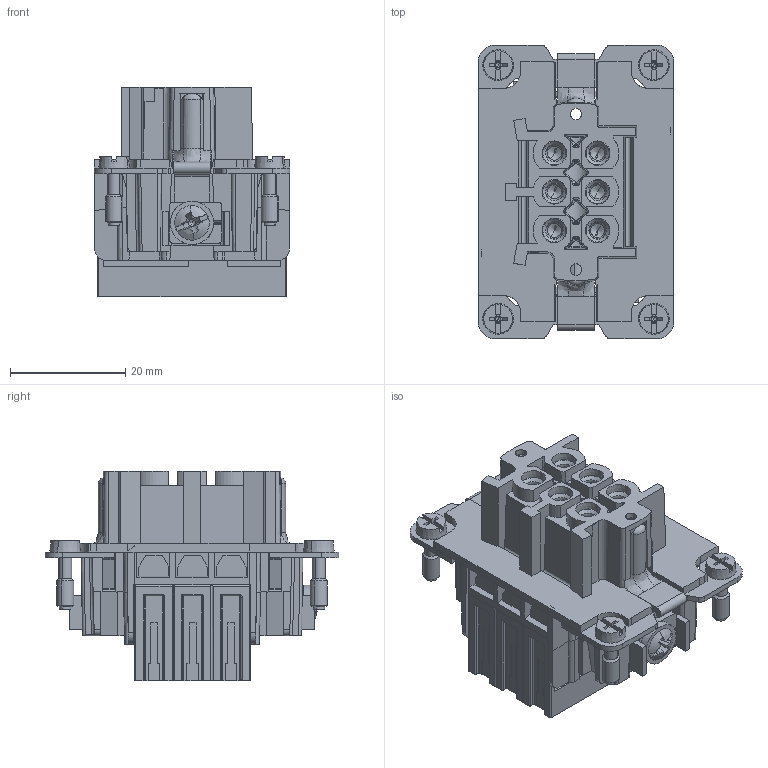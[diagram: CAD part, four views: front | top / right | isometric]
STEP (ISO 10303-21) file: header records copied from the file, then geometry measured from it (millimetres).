
FILE_DESCRIPTION(('CATIA V5 STEP Exchange','CAx-IF Rec.Pracs.--- Model Styling and Organization---1.5--- 2016-08-15','CAx-IF Rec.Pracs.---Supplemental Geometry---1.0---2011-11-01','CAx-IF Rec.Pracs.--- Composite Materials ---1.1---2010-07-15'),'2;1');
FILE_NAME ('131755-2_2', '2024-11-22T07:22:23+00:00', ('none'), ('Weidmueller'), 'CATIA Version 5-6 Release 2022 SP4 HF5', 'CATIA V5 STEP AP214 v3', 'none');
FILE_SCHEMA(('AUTOMOTIVE_DESIGN { 1 0 10303 214 1 1 1 1 }'));
Products named in the file (1): 2535110000
Bounding box: 34 x 51 x 36.3 mm (x, y, z)
Volume: 23580.9 mm3; surface area: 19598.3 mm2
Topology: 1 solids, 11 shells, 2450 faces, 6984 edges, 4517 vertices
Faces by surface type: plane 1297, cylinder 608, cone 371, bspline 90, torus 40, extrusion 28, revolution 8, sphere 8
Entity records: 85078 total; most frequent: CARTESIAN_POINT 26251, ORIENTED_EDGE 13878, DIRECTION 8577, EDGE_CURVE 6939, VERTEX_POINT 4517, VECTOR 3849, LINE 3821, AXIS2_PLACEMENT_3D 3196
